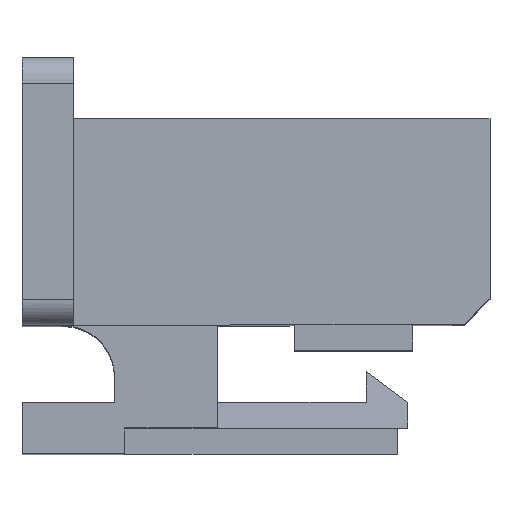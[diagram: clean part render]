
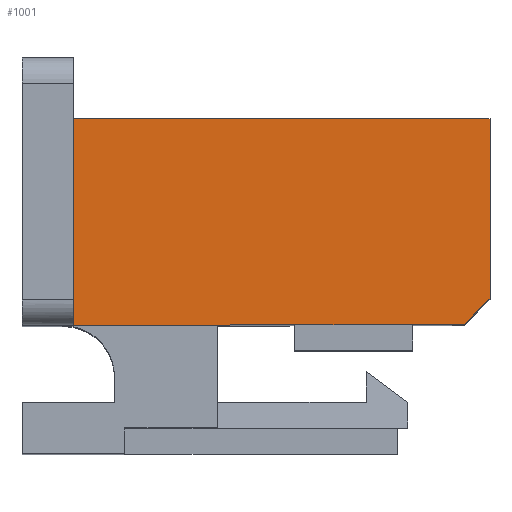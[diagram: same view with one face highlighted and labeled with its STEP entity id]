
A CAD part, top view. The second image highlights one B-rep face of the part: STEP entity #1001.
In plain terms, the highlighted planar face has unit normal (0, 0, 1).
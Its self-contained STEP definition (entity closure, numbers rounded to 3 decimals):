
#8 = DIRECTION ( 'NONE',  ( 1., 0.003, 0. ) ) ;
#181 = VERTEX_POINT ( 'NONE', #4918 ) ;
#476 = CARTESIAN_POINT ( 'NONE',  ( 9.072, -1.336, 11.6 ) ) ;
#638 = VECTOR ( 'NONE', #1713, 1000. ) ;
#909 = LINE ( 'NONE', #934, #3602 ) ;
#934 = CARTESIAN_POINT ( 'NONE',  ( 1., 2.66, 11.6 ) ) ;
#1001 = ADVANCED_FACE ( 'NONE', ( #4533 ), #2588, .F. ) ;
#1042 = DIRECTION ( 'NONE',  ( -1., 0., 0. ) ) ;
#1185 = VECTOR ( 'NONE', #8, 1000. ) ;
#1236 = CARTESIAN_POINT ( 'NONE',  ( 1., 2.66, 11.6 ) ) ;
#1487 = VERTEX_POINT ( 'NONE', #1236 ) ;
#1713 = DIRECTION ( 'NONE',  ( 0., 1., 0. ) ) ;
#1813 = CARTESIAN_POINT ( 'NONE',  ( 9.1, -10.39, 11.6 ) ) ;
#1953 = DIRECTION ( 'NONE',  ( 1., 0., 0. ) ) ;
#2177 = DIRECTION ( 'NONE',  ( 0., 1., 0. ) ) ;
#2246 = EDGE_CURVE ( 'NONE', #181, #3721, #3916, .T. ) ;
#2517 = EDGE_LOOP ( 'NONE', ( #3816, #4858, #3373, #4850, #2858 ) ) ;
#2518 = CARTESIAN_POINT ( 'NONE',  ( 8.6, -1.337, 11.6 ) ) ;
#2588 = PLANE ( 'NONE',  #3134 ) ;
#2790 = EDGE_CURVE ( 'NONE', #1487, #4297, #909, .T. ) ;
#2858 = ORIENTED_EDGE ( 'NONE', *, *, #4036, .F. ) ;
#2861 = CARTESIAN_POINT ( 'NONE',  ( 9.1, -10.39, 11.6 ) ) ;
#2929 = CARTESIAN_POINT ( 'NONE',  ( 1., -10.39, 11.6 ) ) ;
#2944 = EDGE_CURVE ( 'NONE', #3870, #4297, #4419, .T. ) ;
#3022 = CARTESIAN_POINT ( 'NONE',  ( 9.1, -0.834, 11.6 ) ) ;
#3086 = LINE ( 'NONE', #3905, #3135 ) ;
#3134 = AXIS2_PLACEMENT_3D ( 'NONE', #1813, #3700, #1042 ) ;
#3135 = VECTOR ( 'NONE', #4621, 1000. ) ;
#3373 = ORIENTED_EDGE ( 'NONE', *, *, #2944, .T. ) ;
#3602 = VECTOR ( 'NONE', #1953, 1000. ) ;
#3700 = DIRECTION ( 'NONE',  ( 0., 0., -1. ) ) ;
#3721 = VERTEX_POINT ( 'NONE', #2518 ) ;
#3765 = VECTOR ( 'NONE', #2177, 1000. ) ;
#3816 = ORIENTED_EDGE ( 'NONE', *, *, #2246, .T. ) ;
#3870 = VERTEX_POINT ( 'NONE', #3022 ) ;
#3905 = CARTESIAN_POINT ( 'NONE',  ( 9.1, -0.834, 11.6 ) ) ;
#3916 = LINE ( 'NONE', #476, #1185 ) ;
#4036 = EDGE_CURVE ( 'NONE', #181, #1487, #4422, .T. ) ;
#4297 = VERTEX_POINT ( 'NONE', #4630 ) ;
#4419 = LINE ( 'NONE', #2861, #638 ) ;
#4422 = LINE ( 'NONE', #2929, #3765 ) ;
#4533 = FACE_OUTER_BOUND ( 'NONE', #2517, .T. ) ;
#4621 = DIRECTION ( 'NONE',  ( 0.705, 0.709, 0. ) ) ;
#4630 = CARTESIAN_POINT ( 'NONE',  ( 9.1, 2.66, 11.6 ) ) ;
#4803 = EDGE_CURVE ( 'NONE', #3721, #3870, #3086, .T. ) ;
#4850 = ORIENTED_EDGE ( 'NONE', *, *, #2790, .F. ) ;
#4858 = ORIENTED_EDGE ( 'NONE', *, *, #4803, .T. ) ;
#4918 = CARTESIAN_POINT ( 'NONE',  ( 1., -1.361, 11.6 ) ) ;
